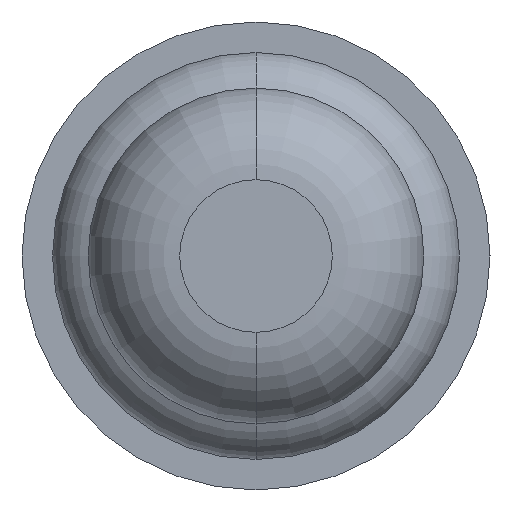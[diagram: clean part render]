
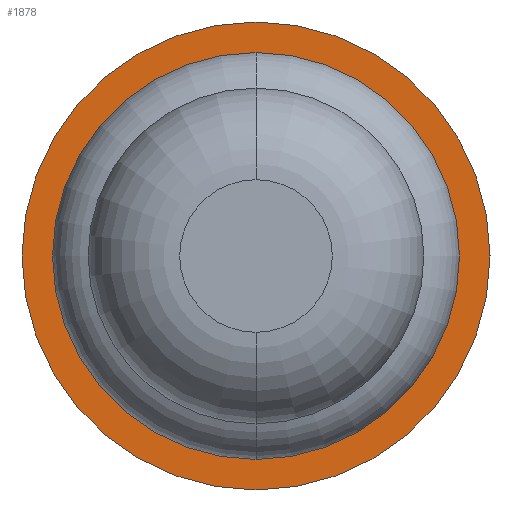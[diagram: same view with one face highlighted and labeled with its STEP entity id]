
A CAD part, front view. The second image highlights one B-rep face of the part: STEP entity #1878.
In plain terms, the highlighted planar face has unit normal (0, -1, 0).
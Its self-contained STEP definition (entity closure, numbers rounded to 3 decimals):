
#113 = CARTESIAN_POINT ( 'NONE',  ( 0., 5.3, 0. ) ) ;
#148 = DIRECTION ( 'NONE',  ( 0., 0., 1. ) ) ;
#226 = AXIS2_PLACEMENT_3D ( 'NONE', #3849, #531, #898 ) ;
#283 = PLANE ( 'NONE',  #539 ) ;
#357 = CIRCLE ( 'NONE', #461, 1.15 ) ;
#420 = VERTEX_POINT ( 'NONE', #818 ) ;
#461 = AXIS2_PLACEMENT_3D ( 'NONE', #3055, #2446, #1084 ) ;
#531 = DIRECTION ( 'NONE',  ( 0., 1., 0. ) ) ;
#539 = AXIS2_PLACEMENT_3D ( 'NONE', #2267, #2595, #618 ) ;
#618 = DIRECTION ( 'NONE',  ( 0., 0., -1. ) ) ;
#662 = CARTESIAN_POINT ( 'NONE',  ( 0., 5.3, -0.5 ) ) ;
#818 = CARTESIAN_POINT ( 'NONE',  ( 0., 5.3, 1.15 ) ) ;
#898 = DIRECTION ( 'NONE',  ( 0., 0., 1. ) ) ;
#1037 = EDGE_LOOP ( 'NONE', ( #1649, #2652 ) ) ;
#1084 = DIRECTION ( 'NONE',  ( 0., 0., 1. ) ) ;
#1443 = VERTEX_POINT ( 'NONE', #2420 ) ;
#1514 = DIRECTION ( 'NONE',  ( 0., 1., 0. ) ) ;
#1649 = ORIENTED_EDGE ( 'NONE', *, *, #2159, .F. ) ;
#1878 = ADVANCED_FACE ( 'Defeature ausgef�hrt1_9', ( #3737, #3426 ), #283, .T. ) ;
#1954 = AXIS2_PLACEMENT_3D ( 'NONE', #113, #2455, #148 ) ;
#1964 = VERTEX_POINT ( 'NONE', #662 ) ;
#2159 = EDGE_CURVE ( 'Defeature ausgef�hrt1_8+Defeature ausgef�hrt1_9+Defeature ausgef�hrt1_9+Defeature ausgef�hrt1_9', #420, #1443, #2779, .T. ) ;
#2267 = CARTESIAN_POINT ( 'NONE',  ( -1.15, 5.3, 0. ) ) ;
#2420 = CARTESIAN_POINT ( 'NONE',  ( 0., 5.3, -1.15 ) ) ;
#2446 = DIRECTION ( 'NONE',  ( 0., 1., 0. ) ) ;
#2455 = DIRECTION ( 'NONE',  ( 0., 1., 0. ) ) ;
#2465 = CARTESIAN_POINT ( 'NONE',  ( 0., 5.3, 0. ) ) ;
#2595 = DIRECTION ( 'NONE',  ( 0., -1., 0. ) ) ;
#2652 = ORIENTED_EDGE ( 'NONE', *, *, #3696, .F. ) ;
#2733 = VERTEX_POINT ( 'NONE', #3043 ) ;
#2779 = CIRCLE ( 'NONE', #4168, 1.15 ) ;
#2831 = EDGE_CURVE ( 'Defeature ausgef�hrt1_9+Defeature ausgef�hrt1_7+Defeature ausgef�hrt1_7+Defeature ausgef�hrt1_7', #1964, #2733, #4244, .T. ) ;
#3043 = CARTESIAN_POINT ( 'NONE',  ( 0., 5.3, 0.5 ) ) ;
#3055 = CARTESIAN_POINT ( 'NONE',  ( 0., 5.3, 0. ) ) ;
#3292 = ORIENTED_EDGE ( 'NONE', *, *, #4219, .T. ) ;
#3359 = ORIENTED_EDGE ( 'NONE', *, *, #2831, .T. ) ;
#3426 = FACE_OUTER_BOUND ( 'NONE', #1037, .T. ) ;
#3696 = EDGE_CURVE ( 'Defeature ausgef�hrt1_8+Defeature ausgef�hrt1_9+Defeature ausgef�hrt1_9+Defeature ausgef�hrt1_9', #1443, #420, #357, .T. ) ;
#3737 = FACE_BOUND ( 'NONE', #3931, .T. ) ;
#3803 = DIRECTION ( 'NONE',  ( 0., 0., 1. ) ) ;
#3809 = CIRCLE ( 'NONE', #226, 0.5 ) ;
#3849 = CARTESIAN_POINT ( 'NONE',  ( 0., 5.3, 0. ) ) ;
#3931 = EDGE_LOOP ( 'NONE', ( #3292, #3359 ) ) ;
#4168 = AXIS2_PLACEMENT_3D ( 'NONE', #2465, #1514, #3803 ) ;
#4219 = EDGE_CURVE ( 'Defeature ausgef�hrt1_9+Defeature ausgef�hrt1_7+Defeature ausgef�hrt1_7+Defeature ausgef�hrt1_7', #2733, #1964, #3809, .T. ) ;
#4244 = CIRCLE ( 'NONE', #1954, 0.5 ) ;
